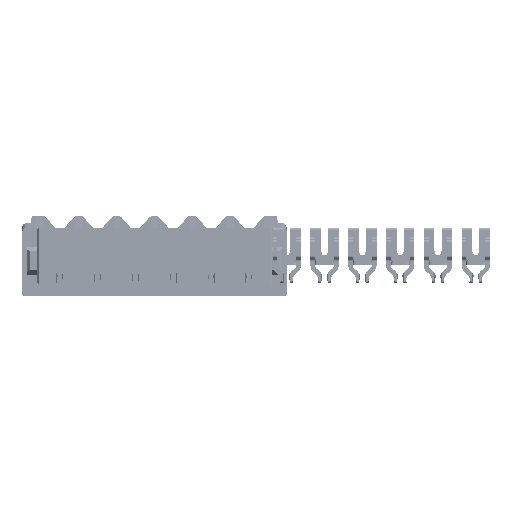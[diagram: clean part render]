
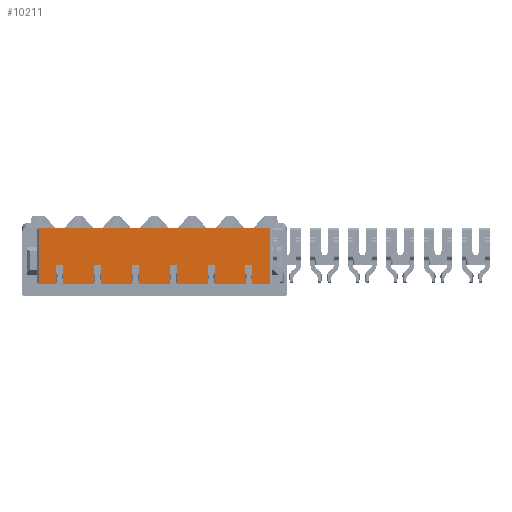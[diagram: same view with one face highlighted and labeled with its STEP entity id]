
A CAD part, front view. The second image highlights one B-rep face of the part: STEP entity #10211.
In plain terms, the highlighted face is planar.
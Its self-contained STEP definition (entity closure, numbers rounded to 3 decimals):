
#479=LINE('',#21281,#1732);
#484=LINE('',#21291,#1737);
#487=LINE('',#21297,#1740);
#1011=LINE('',#22513,#2264);
#1013=LINE('',#22517,#2266);
#1015=LINE('',#22521,#2268);
#1017=LINE('',#22525,#2270);
#1019=LINE('',#22529,#2272);
#1021=LINE('',#22533,#2274);
#1023=LINE('',#22537,#2276);
#1025=LINE('',#22541,#2278);
#1027=LINE('',#22545,#2280);
#1029=LINE('',#22549,#2282);
#1031=LINE('',#22553,#2284);
#1033=LINE('',#22557,#2286);
#1035=LINE('',#22561,#2288);
#1037=LINE('',#22565,#2290);
#1039=LINE('',#22569,#2292);
#1041=LINE('',#22573,#2294);
#1043=LINE('',#22577,#2296);
#1045=LINE('',#22581,#2298);
#1047=LINE('',#22585,#2300);
#1049=LINE('',#22589,#2302);
#1051=LINE('',#22593,#2304);
#1052=LINE('',#22595,#2305);
#1053=LINE('',#22597,#2306);
#1054=LINE('',#22599,#2307);
#1055=LINE('',#22601,#2308);
#1732=VECTOR('',#11859,1000.);
#1737=VECTOR('',#11868,1000.);
#1740=VECTOR('',#11875,1000.);
#2264=VECTOR('',#13021,1000.);
#2266=VECTOR('',#13025,1000.);
#2268=VECTOR('',#13029,1000.);
#2270=VECTOR('',#13033,1000.);
#2272=VECTOR('',#13037,1000.);
#2274=VECTOR('',#13041,1000.);
#2276=VECTOR('',#13045,1000.);
#2278=VECTOR('',#13049,1000.);
#2280=VECTOR('',#13053,1000.);
#2282=VECTOR('',#13057,1000.);
#2284=VECTOR('',#13061,1000.);
#2286=VECTOR('',#13065,1000.);
#2288=VECTOR('',#13069,1000.);
#2290=VECTOR('',#13073,1000.);
#2292=VECTOR('',#13077,1000.);
#2294=VECTOR('',#13081,1000.);
#2296=VECTOR('',#13085,1000.);
#2298=VECTOR('',#13089,1000.);
#2300=VECTOR('',#13093,1000.);
#2302=VECTOR('',#13097,1000.);
#2304=VECTOR('',#13101,1000.);
#2305=VECTOR('',#13104,1000.);
#2306=VECTOR('',#13107,1000.);
#2307=VECTOR('',#13110,1000.);
#2308=VECTOR('',#13113,1000.);
#4822=ORIENTED_EDGE('',*,*,#6212,.F.);
#4823=ORIENTED_EDGE('',*,*,#6875,.F.);
#4824=ORIENTED_EDGE('',*,*,#6874,.T.);
#4825=ORIENTED_EDGE('',*,*,#6873,.F.);
#4826=ORIENTED_EDGE('',*,*,#6872,.T.);
#4827=ORIENTED_EDGE('',*,*,#6871,.F.);
#4828=ORIENTED_EDGE('',*,*,#6869,.F.);
#4829=ORIENTED_EDGE('',*,*,#6867,.F.);
#4830=ORIENTED_EDGE('',*,*,#6865,.F.);
#4831=ORIENTED_EDGE('',*,*,#6863,.F.);
#4832=ORIENTED_EDGE('',*,*,#6861,.F.);
#4833=ORIENTED_EDGE('',*,*,#6859,.F.);
#4834=ORIENTED_EDGE('',*,*,#6857,.F.);
#4835=ORIENTED_EDGE('',*,*,#6855,.F.);
#4836=ORIENTED_EDGE('',*,*,#6853,.F.);
#4837=ORIENTED_EDGE('',*,*,#6851,.F.);
#4838=ORIENTED_EDGE('',*,*,#6849,.F.);
#4839=ORIENTED_EDGE('',*,*,#6847,.F.);
#4840=ORIENTED_EDGE('',*,*,#6845,.F.);
#4841=ORIENTED_EDGE('',*,*,#6843,.F.);
#4842=ORIENTED_EDGE('',*,*,#6841,.F.);
#4843=ORIENTED_EDGE('',*,*,#6839,.F.);
#4844=ORIENTED_EDGE('',*,*,#6837,.F.);
#4845=ORIENTED_EDGE('',*,*,#6835,.F.);
#4846=ORIENTED_EDGE('',*,*,#6833,.F.);
#4847=ORIENTED_EDGE('',*,*,#6831,.F.);
#4848=ORIENTED_EDGE('',*,*,#6215,.F.);
#4849=ORIENTED_EDGE('',*,*,#6207,.F.);
#6207=EDGE_CURVE('',#7629,#7630,#479,.T.);
#6212=EDGE_CURVE('',#7632,#7629,#484,.T.);
#6215=EDGE_CURVE('',#7630,#7634,#487,.T.);
#6831=EDGE_CURVE('',#7634,#8015,#1011,.T.);
#6833=EDGE_CURVE('',#8015,#8016,#1013,.T.);
#6835=EDGE_CURVE('',#8016,#8017,#1015,.T.);
#6837=EDGE_CURVE('',#8017,#8018,#1017,.T.);
#6839=EDGE_CURVE('',#8018,#8019,#1019,.T.);
#6841=EDGE_CURVE('',#8019,#8020,#1021,.T.);
#6843=EDGE_CURVE('',#8020,#8021,#1023,.T.);
#6845=EDGE_CURVE('',#8021,#8022,#1025,.T.);
#6847=EDGE_CURVE('',#8022,#8023,#1027,.T.);
#6849=EDGE_CURVE('',#8023,#8024,#1029,.T.);
#6851=EDGE_CURVE('',#8024,#8025,#1031,.T.);
#6853=EDGE_CURVE('',#8025,#8026,#1033,.T.);
#6855=EDGE_CURVE('',#8026,#8027,#1035,.T.);
#6857=EDGE_CURVE('',#8027,#8028,#1037,.T.);
#6859=EDGE_CURVE('',#8028,#8029,#1039,.T.);
#6861=EDGE_CURVE('',#8029,#8030,#1041,.T.);
#6863=EDGE_CURVE('',#8030,#8031,#1043,.T.);
#6865=EDGE_CURVE('',#8031,#8032,#1045,.T.);
#6867=EDGE_CURVE('',#8032,#8033,#1047,.T.);
#6869=EDGE_CURVE('',#8033,#8034,#1049,.T.);
#6871=EDGE_CURVE('',#8034,#7828,#1051,.T.);
#6872=EDGE_CURVE('',#7997,#7828,#1052,.T.);
#6873=EDGE_CURVE('',#7997,#7995,#1053,.T.);
#6874=EDGE_CURVE('',#8013,#7995,#1054,.T.);
#6875=EDGE_CURVE('',#8013,#7632,#1055,.T.);
#7629=VERTEX_POINT('',#21280);
#7630=VERTEX_POINT('',#21282);
#7632=VERTEX_POINT('',#21290);
#7634=VERTEX_POINT('',#21298);
#7828=VERTEX_POINT('',#21797);
#7995=VERTEX_POINT('',#22421);
#7997=VERTEX_POINT('',#22427);
#8013=VERTEX_POINT('',#22500);
#8015=VERTEX_POINT('',#22514);
#8016=VERTEX_POINT('',#22518);
#8017=VERTEX_POINT('',#22522);
#8018=VERTEX_POINT('',#22526);
#8019=VERTEX_POINT('',#22530);
#8020=VERTEX_POINT('',#22534);
#8021=VERTEX_POINT('',#22538);
#8022=VERTEX_POINT('',#22542);
#8023=VERTEX_POINT('',#22546);
#8024=VERTEX_POINT('',#22550);
#8025=VERTEX_POINT('',#22554);
#8026=VERTEX_POINT('',#22558);
#8027=VERTEX_POINT('',#22562);
#8028=VERTEX_POINT('',#22566);
#8029=VERTEX_POINT('',#22570);
#8030=VERTEX_POINT('',#22574);
#8031=VERTEX_POINT('',#22578);
#8032=VERTEX_POINT('',#22582);
#8033=VERTEX_POINT('',#22586);
#8034=VERTEX_POINT('',#22590);
#8766=EDGE_LOOP('',(#4822,#4823,#4824,#4825,#4826,#4827,#4828,#4829,#4830,
#4831,#4832,#4833,#4834,#4835,#4836,#4837,#4838,#4839,#4840,#4841,#4842,
#4843,#4844,#4845,#4846,#4847,#4848,#4849));
#9289=FACE_BOUND('',#8766,.T.);
#9744=PLANE('',#10952);
#10211=ADVANCED_FACE('',(#9289),#9744,.T.);
#10952=AXIS2_PLACEMENT_3D('',#22602,#13114,#13115);
#11859=DIRECTION('',(1.,0.,0.));
#11868=DIRECTION('',(0.,0.,1.));
#11875=DIRECTION('',(0.,0.,-1.));
#13021=DIRECTION('',(1.,0.,0.));
#13025=DIRECTION('',(0.,0.,1.));
#13029=DIRECTION('',(1.,0.,0.));
#13033=DIRECTION('',(0.,0.,-1.));
#13037=DIRECTION('',(1.,0.,0.));
#13041=DIRECTION('',(0.,0.,1.));
#13045=DIRECTION('',(1.,0.,0.));
#13049=DIRECTION('',(0.,0.,-1.));
#13053=DIRECTION('',(1.,0.,0.));
#13057=DIRECTION('',(0.,0.,1.));
#13061=DIRECTION('',(1.,0.,0.));
#13065=DIRECTION('',(0.,0.,-1.));
#13069=DIRECTION('',(1.,0.,0.));
#13073=DIRECTION('',(0.,0.,1.));
#13077=DIRECTION('',(1.,0.,0.));
#13081=DIRECTION('',(0.,0.,-1.));
#13085=DIRECTION('',(1.,0.,0.));
#13089=DIRECTION('',(0.,0.,1.));
#13093=DIRECTION('',(1.,0.,0.));
#13097=DIRECTION('',(0.,0.,-1.));
#13101=DIRECTION('',(1.,0.,0.));
#13104=DIRECTION('',(0.,0.,-1.));
#13107=DIRECTION('',(-1.,0.,0.));
#13110=DIRECTION('',(0.,0.,1.));
#13113=DIRECTION('',(1.,0.,0.));
#13114=DIRECTION('',(0.,1.,0.));
#13115=DIRECTION('',(0.,0.,1.));
#21280=CARTESIAN_POINT('',(-2.075,2.9,-0.2));
#21281=CARTESIAN_POINT('',(0.,2.9,-0.2));
#21282=CARTESIAN_POINT('',(-1.925,2.9,-0.2));
#21290=CARTESIAN_POINT('',(-2.075,2.9,-0.6));
#21291=CARTESIAN_POINT('',(-2.075,2.9,-0.6));
#21297=CARTESIAN_POINT('',(-1.925,2.9,-0.2));
#21298=CARTESIAN_POINT('',(-1.925,2.9,-0.6));
#21797=CARTESIAN_POINT('',(2.44,2.9,-0.6));
#22421=CARTESIAN_POINT('',(-2.44,2.9,0.6));
#22427=CARTESIAN_POINT('',(2.44,2.9,0.6));
#22500=CARTESIAN_POINT('',(-2.44,2.9,-0.6));
#22513=CARTESIAN_POINT('',(0.,2.9,-0.6));
#22514=CARTESIAN_POINT('',(-1.275,2.9,-0.6));
#22517=CARTESIAN_POINT('',(-1.275,2.9,-0.6));
#22518=CARTESIAN_POINT('',(-1.275,2.9,-0.2));
#22521=CARTESIAN_POINT('',(0.,2.9,-0.2));
#22522=CARTESIAN_POINT('',(-1.125,2.9,-0.2));
#22525=CARTESIAN_POINT('',(-1.125,2.9,-0.2));
#22526=CARTESIAN_POINT('',(-1.125,2.9,-0.6));
#22529=CARTESIAN_POINT('',(0.,2.9,-0.6));
#22530=CARTESIAN_POINT('',(-0.475,2.9,-0.6));
#22533=CARTESIAN_POINT('',(-0.475,2.9,-0.6));
#22534=CARTESIAN_POINT('',(-0.475,2.9,-0.2));
#22537=CARTESIAN_POINT('',(0.,2.9,-0.2));
#22538=CARTESIAN_POINT('',(-0.325,2.9,-0.2));
#22541=CARTESIAN_POINT('',(-0.325,2.9,-0.2));
#22542=CARTESIAN_POINT('',(-0.325,2.9,-0.6));
#22545=CARTESIAN_POINT('',(0.,2.9,-0.6));
#22546=CARTESIAN_POINT('',(0.325,2.9,-0.6));
#22549=CARTESIAN_POINT('',(0.325,2.9,-0.6));
#22550=CARTESIAN_POINT('',(0.325,2.9,-0.2));
#22553=CARTESIAN_POINT('',(0.,2.9,-0.2));
#22554=CARTESIAN_POINT('',(0.475,2.9,-0.2));
#22557=CARTESIAN_POINT('',(0.475,2.9,-0.2));
#22558=CARTESIAN_POINT('',(0.475,2.9,-0.6));
#22561=CARTESIAN_POINT('',(0.,2.9,-0.6));
#22562=CARTESIAN_POINT('',(1.125,2.9,-0.6));
#22565=CARTESIAN_POINT('',(1.125,2.9,-0.6));
#22566=CARTESIAN_POINT('',(1.125,2.9,-0.2));
#22569=CARTESIAN_POINT('',(0.,2.9,-0.2));
#22570=CARTESIAN_POINT('',(1.275,2.9,-0.2));
#22573=CARTESIAN_POINT('',(1.275,2.9,-0.2));
#22574=CARTESIAN_POINT('',(1.275,2.9,-0.6));
#22577=CARTESIAN_POINT('',(0.,2.9,-0.6));
#22578=CARTESIAN_POINT('',(1.925,2.9,-0.6));
#22581=CARTESIAN_POINT('',(1.925,2.9,-0.6));
#22582=CARTESIAN_POINT('',(1.925,2.9,-0.2));
#22585=CARTESIAN_POINT('',(2.075,2.9,-0.2));
#22586=CARTESIAN_POINT('',(2.075,2.9,-0.2));
#22589=CARTESIAN_POINT('',(2.075,2.9,-0.2));
#22590=CARTESIAN_POINT('',(2.075,2.9,-0.6));
#22593=CARTESIAN_POINT('',(0.,2.9,-0.6));
#22595=CARTESIAN_POINT('',(2.44,2.9,0.));
#22597=CARTESIAN_POINT('',(0.,2.9,0.6));
#22599=CARTESIAN_POINT('',(-2.44,2.9,0.));
#22601=CARTESIAN_POINT('',(0.,2.9,-0.6));
#22602=CARTESIAN_POINT('',(0.,2.9,0.));
